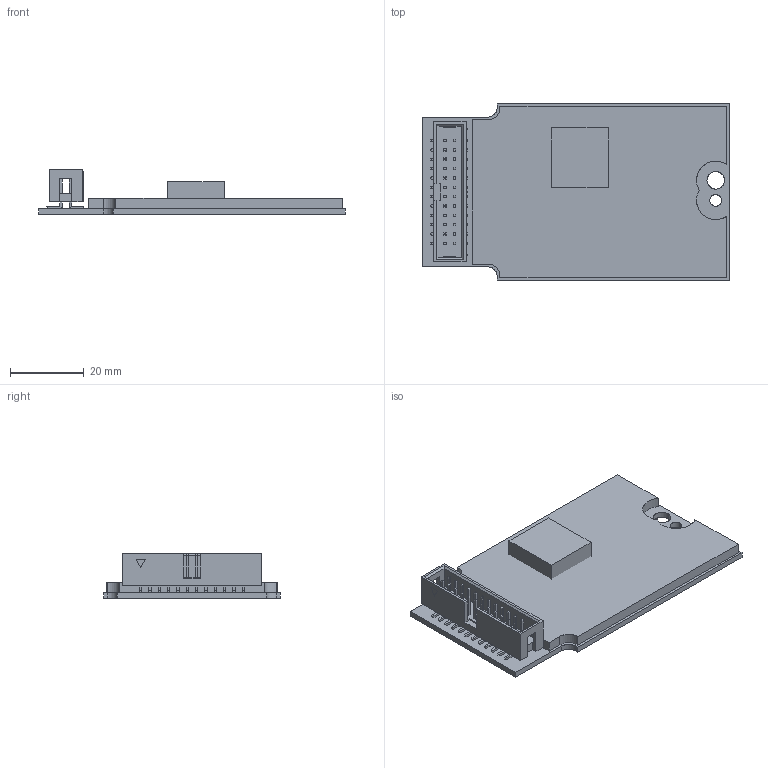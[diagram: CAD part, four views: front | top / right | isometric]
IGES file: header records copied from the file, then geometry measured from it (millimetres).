
Start section: SolidWorks IGES file using analytic representation for surfaces
Global section: file name: GV-5-MOD.IGS; native system: SolidWorks 2016; preprocessor: SolidWorks 2016; author: user; date: 171212.161844; units: inch
Bounding box: 83.19 x 47.75 x 12.19 mm (x, y, z)
Surface area: 14748.4 mm2 (no closed solid volume)
Topology: 0 solids, 0 shells, 431 faces, 2731 edges, 2731 vertices
Faces by surface type: bspline 410, revolution 21
